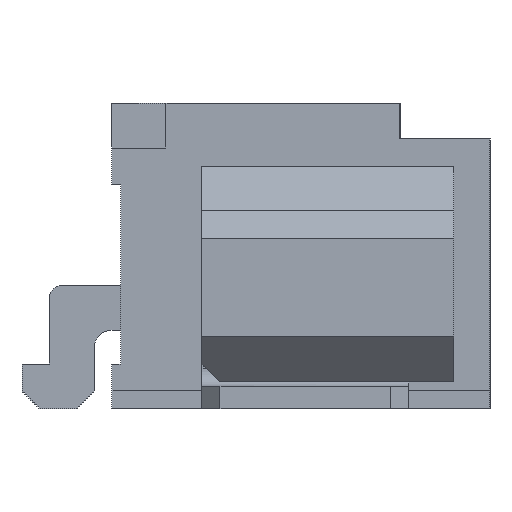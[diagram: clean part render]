
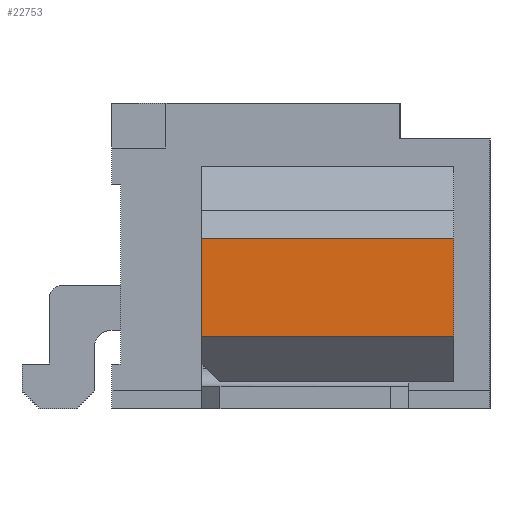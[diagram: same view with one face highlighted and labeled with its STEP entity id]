
A CAD part, left-side view. The second image highlights one B-rep face of the part: STEP entity #22753.
In plain terms, the highlighted planar face has unit normal (-1, 0, 0).
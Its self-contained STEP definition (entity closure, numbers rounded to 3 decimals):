
#2547 = PLANE('',#2548);
#2548 = AXIS2_PLACEMENT_3D('',#2549,#2550,#2551);
#2549 = CARTESIAN_POINT('',(7.125,1.1,0.));
#2550 = DIRECTION('',(0.,1.,0.));
#2551 = DIRECTION('',(-1.,0.,0.));
#2603 = PLANE('',#2604);
#2604 = AXIS2_PLACEMENT_3D('',#2605,#2606,#2607);
#2605 = CARTESIAN_POINT('',(7.125,-1.7,0.));
#2606 = DIRECTION('',(0.,1.,0.));
#2607 = DIRECTION('',(-1.,0.,0.));
#9594 = VERTEX_POINT('',#9595);
#9595 = CARTESIAN_POINT('',(-8.625,1.1,1.9));
#9609 = PLANE('',#9610);
#9610 = AXIS2_PLACEMENT_3D('',#9611,#9612,#9613);
#9611 = CARTESIAN_POINT('',(-8.625,-1.7,1.9));
#9612 = DIRECTION('',(-0.707,0.,0.707));
#9613 = DIRECTION('',(0.707,0.,0.707));
#9621 = EDGE_CURVE('',#9622,#9594,#9624,.T.);
#9622 = VERTEX_POINT('',#9623);
#9623 = CARTESIAN_POINT('',(-8.625,1.1,0.8));
#9624 = SURFACE_CURVE('',#9625,(#9629,#9636),.PCURVE_S1.);
#9625 = LINE('',#9626,#9627);
#9626 = CARTESIAN_POINT('',(-8.625,1.1,0.8));
#9627 = VECTOR('',#9628,1.);
#9628 = DIRECTION('',(0.,0.,1.));
#9629 = PCURVE('',#2547,#9630);
#9630 = DEFINITIONAL_REPRESENTATION('',(#9631),#9635);
#9631 = LINE('',#9632,#9633);
#9632 = CARTESIAN_POINT('',(15.75,0.8));
#9633 = VECTOR('',#9634,1.);
#9634 = DIRECTION('',(0.,1.));
#9635 = ( GEOMETRIC_REPRESENTATION_CONTEXT(2) 
PARAMETRIC_REPRESENTATION_CONTEXT() REPRESENTATION_CONTEXT('2D SPACE',''
  ) );
#9636 = PCURVE('',#9637,#9642);
#9637 = PLANE('',#9638);
#9638 = AXIS2_PLACEMENT_3D('',#9639,#9640,#9641);
#9639 = CARTESIAN_POINT('',(-8.625,-1.7,0.8));
#9640 = DIRECTION('',(-1.,0.,0.));
#9641 = DIRECTION('',(0.,0.,1.));
#9642 = DEFINITIONAL_REPRESENTATION('',(#9643),#9647);
#9643 = LINE('',#9644,#9645);
#9644 = CARTESIAN_POINT('',(0.,2.8));
#9645 = VECTOR('',#9646,1.);
#9646 = DIRECTION('',(1.,0.));
#9647 = ( GEOMETRIC_REPRESENTATION_CONTEXT(2) 
PARAMETRIC_REPRESENTATION_CONTEXT() REPRESENTATION_CONTEXT('2D SPACE',''
  ) );
#9663 = PLANE('',#9664);
#9664 = AXIS2_PLACEMENT_3D('',#9665,#9666,#9667);
#9665 = CARTESIAN_POINT('',(-8.125,-1.7,0.3));
#9666 = DIRECTION('',(-0.707,0.,-0.707));
#9667 = DIRECTION('',(-0.707,0.,0.707));
#9870 = VERTEX_POINT('',#9871);
#9871 = CARTESIAN_POINT('',(-8.625,-1.7,0.8));
#9892 = EDGE_CURVE('',#9870,#9893,#9895,.T.);
#9893 = VERTEX_POINT('',#9894);
#9894 = CARTESIAN_POINT('',(-8.625,-1.7,1.9));
#9895 = SURFACE_CURVE('',#9896,(#9900,#9907),.PCURVE_S1.);
#9896 = LINE('',#9897,#9898);
#9897 = CARTESIAN_POINT('',(-8.625,-1.7,0.8));
#9898 = VECTOR('',#9899,1.);
#9899 = DIRECTION('',(0.,0.,1.));
#9900 = PCURVE('',#2603,#9901);
#9901 = DEFINITIONAL_REPRESENTATION('',(#9902),#9906);
#9902 = LINE('',#9903,#9904);
#9903 = CARTESIAN_POINT('',(15.75,0.8));
#9904 = VECTOR('',#9905,1.);
#9905 = DIRECTION('',(0.,1.));
#9906 = ( GEOMETRIC_REPRESENTATION_CONTEXT(2) 
PARAMETRIC_REPRESENTATION_CONTEXT() REPRESENTATION_CONTEXT('2D SPACE',''
  ) );
#9907 = PCURVE('',#9637,#9908);
#9908 = DEFINITIONAL_REPRESENTATION('',(#9909),#9913);
#9909 = LINE('',#9910,#9911);
#9910 = CARTESIAN_POINT('',(0.,0.));
#9911 = VECTOR('',#9912,1.);
#9912 = DIRECTION('',(1.,0.));
#9913 = ( GEOMETRIC_REPRESENTATION_CONTEXT(2) 
PARAMETRIC_REPRESENTATION_CONTEXT() REPRESENTATION_CONTEXT('2D SPACE',''
  ) );
#22731 = EDGE_CURVE('',#9893,#9594,#22732,.T.);
#22732 = SURFACE_CURVE('',#22733,(#22737,#22744),.PCURVE_S1.);
#22733 = LINE('',#22734,#22735);
#22734 = CARTESIAN_POINT('',(-8.625,-1.7,1.9));
#22735 = VECTOR('',#22736,1.);
#22736 = DIRECTION('',(0.,1.,0.));
#22737 = PCURVE('',#9609,#22738);
#22738 = DEFINITIONAL_REPRESENTATION('',(#22739),#22743);
#22739 = LINE('',#22740,#22741);
#22740 = CARTESIAN_POINT('',(0.,0.));
#22741 = VECTOR('',#22742,1.);
#22742 = DIRECTION('',(0.,1.));
#22743 = ( GEOMETRIC_REPRESENTATION_CONTEXT(2) 
PARAMETRIC_REPRESENTATION_CONTEXT() REPRESENTATION_CONTEXT('2D SPACE',''
  ) );
#22744 = PCURVE('',#9637,#22745);
#22745 = DEFINITIONAL_REPRESENTATION('',(#22746),#22750);
#22746 = LINE('',#22747,#22748);
#22747 = CARTESIAN_POINT('',(1.1,0.));
#22748 = VECTOR('',#22749,1.);
#22749 = DIRECTION('',(0.,1.));
#22750 = ( GEOMETRIC_REPRESENTATION_CONTEXT(2) 
PARAMETRIC_REPRESENTATION_CONTEXT() REPRESENTATION_CONTEXT('2D SPACE',''
  ) );
#22753 = ADVANCED_FACE('',(#22754),#9637,.T.);
#22754 = FACE_BOUND('',#22755,.F.);
#22755 = EDGE_LOOP('',(#22756,#22757,#22778,#22779));
#22756 = ORIENTED_EDGE('',*,*,#9892,.F.);
#22757 = ORIENTED_EDGE('',*,*,#22758,.T.);
#22758 = EDGE_CURVE('',#9870,#9622,#22759,.T.);
#22759 = SURFACE_CURVE('',#22760,(#22764,#22771),.PCURVE_S1.);
#22760 = LINE('',#22761,#22762);
#22761 = CARTESIAN_POINT('',(-8.625,-1.7,0.8));
#22762 = VECTOR('',#22763,1.);
#22763 = DIRECTION('',(0.,1.,0.));
#22764 = PCURVE('',#9637,#22765);
#22765 = DEFINITIONAL_REPRESENTATION('',(#22766),#22770);
#22766 = LINE('',#22767,#22768);
#22767 = CARTESIAN_POINT('',(0.,0.));
#22768 = VECTOR('',#22769,1.);
#22769 = DIRECTION('',(0.,1.));
#22770 = ( GEOMETRIC_REPRESENTATION_CONTEXT(2) 
PARAMETRIC_REPRESENTATION_CONTEXT() REPRESENTATION_CONTEXT('2D SPACE',''
  ) );
#22771 = PCURVE('',#9663,#22772);
#22772 = DEFINITIONAL_REPRESENTATION('',(#22773),#22777);
#22773 = LINE('',#22774,#22775);
#22774 = CARTESIAN_POINT('',(0.707,0.));
#22775 = VECTOR('',#22776,1.);
#22776 = DIRECTION('',(0.,1.));
#22777 = ( GEOMETRIC_REPRESENTATION_CONTEXT(2) 
PARAMETRIC_REPRESENTATION_CONTEXT() REPRESENTATION_CONTEXT('2D SPACE',''
  ) );
#22778 = ORIENTED_EDGE('',*,*,#9621,.T.);
#22779 = ORIENTED_EDGE('',*,*,#22731,.F.);
